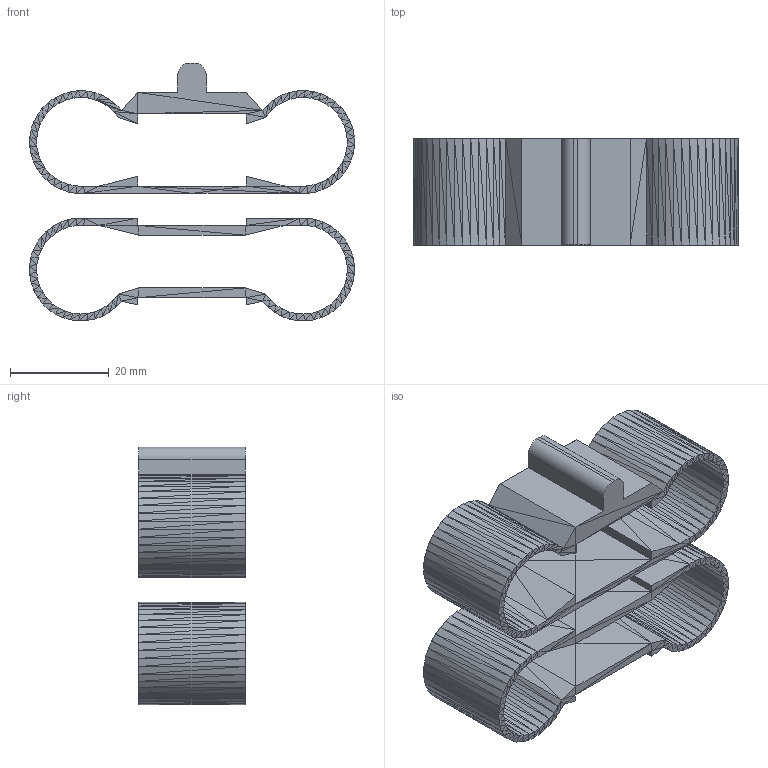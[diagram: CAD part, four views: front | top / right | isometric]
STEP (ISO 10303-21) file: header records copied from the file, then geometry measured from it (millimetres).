
FILE_DESCRIPTION (( 'STEP AP214' ), '1' );
FILE_NAME ('Dumper_2020_profile.STEP', '2024-10-12T22:30:55', ( '' ), ( '' ), 'SwSTEP 2.0', 'SolidWorks 2024', '' );
FILE_SCHEMA (( 'AUTOMOTIVE_DESIGN' ));
Length unit declared in the file: millimetre
Products named in the file (3): Boss.-Extru.1_1; Importée1_1; Dumper_2020_profile
Assembly tree (2 placements, depth 2):
  Dumper_2020_profile
    Boss.-Extru.1_1
    Importée1_1
Bounding box: 65.7 x 21.5 x 52.11 mm (x, y, z)
Volume: 13242.1 mm3; surface area: 15021.1 mm2
Topology: 2 solids, 2 shells, 979 faces, 1478 edges, 499 vertices
Faces by surface type: plane 977, cylinder 2
Entity records: 19280 total; most frequent: DIRECTION 3450, CARTESIAN_POINT 2961, ORIENTED_EDGE 2956, EDGE_CURVE 1478, LINE 1474, VECTOR 1474, AXIS2_PLACEMENT_3D 988, EDGE_LOOP 979
